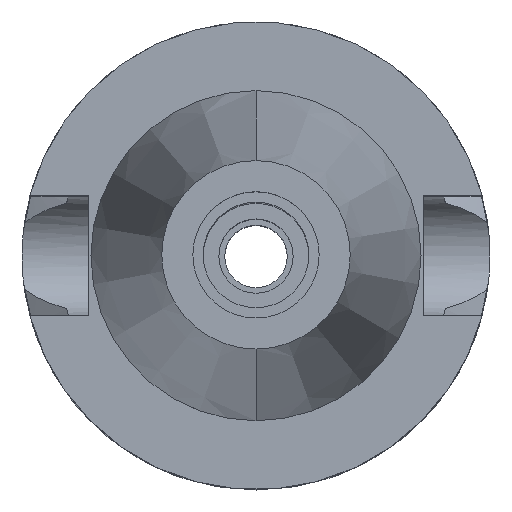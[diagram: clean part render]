
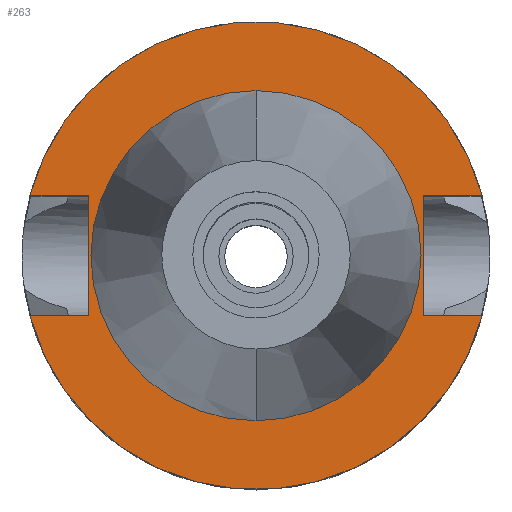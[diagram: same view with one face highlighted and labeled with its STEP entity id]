
A CAD part, top view. The second image highlights one B-rep face of the part: STEP entity #263.
In plain terms, the highlighted planar face has unit normal (0, 0, 1).
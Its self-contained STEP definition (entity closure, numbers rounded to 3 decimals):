
#69 = CARTESIAN_POINT ( 'NONE',  ( 22.5, 8.05, -1. ) ) ;
#111 = EDGE_LOOP ( 'NONE', ( #564, #1980, #1483, #1418, #2930, #164, #872, #876 ) ) ;
#124 = CIRCLE ( 'NONE', #737, 31.5 ) ;
#137 = CARTESIAN_POINT ( 'NONE',  ( 22.5, 8.05, -1. ) ) ;
#164 = ORIENTED_EDGE ( 'NONE', *, *, #2131, .F. ) ;
#166 = LINE ( 'NONE', #2372, #341 ) ;
#179 = EDGE_CURVE ( 'NONE', #2580, #636, #2031, .T. ) ;
#263 = ADVANCED_FACE ( 'NONE', ( #903, #1424 ), #2343, .F. ) ;
#316 = LINE ( 'NONE', #69, #1089 ) ;
#341 = VECTOR ( 'NONE', #1972, 1000. ) ;
#357 = DIRECTION ( 'NONE',  ( 0., 0., -1. ) ) ;
#415 = DIRECTION ( 'NONE',  ( 0., 0., 1. ) ) ;
#437 = CARTESIAN_POINT ( 'NONE',  ( 0., -22.225, -1. ) ) ;
#478 = EDGE_CURVE ( 'NONE', #2805, #740, #3035, .T. ) ;
#564 = ORIENTED_EDGE ( 'NONE', *, *, #1951, .T. ) ;
#636 = VERTEX_POINT ( 'NONE', #1057 ) ;
#705 = AXIS2_PLACEMENT_3D ( 'NONE', #3039, #3075, #2610 ) ;
#737 = AXIS2_PLACEMENT_3D ( 'NONE', #2593, #1669, #1438 ) ;
#740 = VERTEX_POINT ( 'NONE', #1269 ) ;
#758 = EDGE_CURVE ( 'NONE', #2780, #2068, #1090, .T. ) ;
#824 = EDGE_CURVE ( 'NONE', #1696, #2805, #1362, .T. ) ;
#838 = DIRECTION ( 'NONE',  ( 0., 1., 0. ) ) ;
#872 = ORIENTED_EDGE ( 'NONE', *, *, #478, .F. ) ;
#876 = ORIENTED_EDGE ( 'NONE', *, *, #824, .F. ) ;
#903 = FACE_OUTER_BOUND ( 'NONE', #111, .T. ) ;
#945 = VECTOR ( 'NONE', #1733, 1000. ) ;
#946 = CARTESIAN_POINT ( 'NONE',  ( -30.454, -8.05, -1. ) ) ;
#998 = EDGE_LOOP ( 'NONE', ( #2651, #1639 ) ) ;
#1042 = CARTESIAN_POINT ( 'NONE',  ( 22.5, 8.05, -1. ) ) ;
#1049 = EDGE_CURVE ( 'NONE', #2601, #1124, #124, .T. ) ;
#1057 = CARTESIAN_POINT ( 'NONE',  ( 30.454, 8.05, -1. ) ) ;
#1081 = CARTESIAN_POINT ( 'NONE',  ( -22.5, 8.05, -1. ) ) ;
#1089 = VECTOR ( 'NONE', #2675, 1000. ) ;
#1090 = CIRCLE ( 'NONE', #2659, 22.225 ) ;
#1124 = VERTEX_POINT ( 'NONE', #946 ) ;
#1202 = CIRCLE ( 'NONE', #1606, 22.225 ) ;
#1269 = CARTESIAN_POINT ( 'NONE',  ( -30.454, 8.05, -1. ) ) ;
#1305 = CARTESIAN_POINT ( 'NONE',  ( -22.5, -8.05, -1. ) ) ;
#1306 = EDGE_CURVE ( 'NONE', #2580, #2788, #316, .T. ) ;
#1362 = LINE ( 'NONE', #2310, #3017 ) ;
#1415 = DIRECTION ( 'NONE',  ( 0., 1., 0. ) ) ;
#1418 = ORIENTED_EDGE ( 'NONE', *, *, #1306, .F. ) ;
#1424 = FACE_BOUND ( 'NONE', #998, .T. ) ;
#1438 = DIRECTION ( 'NONE',  ( 0., -1., 0. ) ) ;
#1483 = ORIENTED_EDGE ( 'NONE', *, *, #1643, .F. ) ;
#1502 = CIRCLE ( 'NONE', #1962, 31.5 ) ;
#1578 = CARTESIAN_POINT ( 'NONE',  ( 30.454, -8.05, -1. ) ) ;
#1606 = AXIS2_PLACEMENT_3D ( 'NONE', #2859, #415, #1415 ) ;
#1639 = ORIENTED_EDGE ( 'NONE', *, *, #758, .F. ) ;
#1643 = EDGE_CURVE ( 'NONE', #2788, #2601, #166, .T. ) ;
#1669 = DIRECTION ( 'NONE',  ( 0., 0., -1. ) ) ;
#1696 = VERTEX_POINT ( 'NONE', #1305 ) ;
#1733 = DIRECTION ( 'NONE',  ( -1., 0., 0. ) ) ;
#1873 = VECTOR ( 'NONE', #3020, 1000. ) ;
#1951 = EDGE_CURVE ( 'NONE', #1696, #1124, #2458, .T. ) ;
#1962 = AXIS2_PLACEMENT_3D ( 'NONE', #2984, #357, #2270 ) ;
#1972 = DIRECTION ( 'NONE',  ( 1., 0., 0. ) ) ;
#1980 = ORIENTED_EDGE ( 'NONE', *, *, #1049, .F. ) ;
#2014 = DIRECTION ( 'NONE',  ( 1., 0., 0. ) ) ;
#2031 = LINE ( 'NONE', #1042, #2623 ) ;
#2068 = VERTEX_POINT ( 'NONE', #2515 ) ;
#2131 = EDGE_CURVE ( 'NONE', #740, #636, #1502, .T. ) ;
#2270 = DIRECTION ( 'NONE',  ( 0., 1., 0. ) ) ;
#2310 = CARTESIAN_POINT ( 'NONE',  ( -22.5, -8.05, -1. ) ) ;
#2331 = EDGE_CURVE ( 'NONE', #2068, #2780, #1202, .T. ) ;
#2343 = PLANE ( 'NONE',  #705 ) ;
#2372 = CARTESIAN_POINT ( 'NONE',  ( 22.5, -8.05, -1. ) ) ;
#2429 = CARTESIAN_POINT ( 'NONE',  ( -22.5, -8.05, -1. ) ) ;
#2458 = LINE ( 'NONE', #2429, #945 ) ;
#2509 = DIRECTION ( 'NONE',  ( 0., -1., 0. ) ) ;
#2515 = CARTESIAN_POINT ( 'NONE',  ( 0., 22.225, -1. ) ) ;
#2521 = DIRECTION ( 'NONE',  ( 0., 0., 1. ) ) ;
#2555 = CARTESIAN_POINT ( 'NONE',  ( 0., 0., -1. ) ) ;
#2580 = VERTEX_POINT ( 'NONE', #137 ) ;
#2593 = CARTESIAN_POINT ( 'NONE',  ( 0., 0., -1. ) ) ;
#2601 = VERTEX_POINT ( 'NONE', #1578 ) ;
#2610 = DIRECTION ( 'NONE',  ( 0., -1., 0. ) ) ;
#2623 = VECTOR ( 'NONE', #2014, 1000. ) ;
#2651 = ORIENTED_EDGE ( 'NONE', *, *, #2331, .F. ) ;
#2659 = AXIS2_PLACEMENT_3D ( 'NONE', #2555, #2521, #2509 ) ;
#2675 = DIRECTION ( 'NONE',  ( 0., -1., 0. ) ) ;
#2780 = VERTEX_POINT ( 'NONE', #437 ) ;
#2788 = VERTEX_POINT ( 'NONE', #2849 ) ;
#2805 = VERTEX_POINT ( 'NONE', #3101 ) ;
#2849 = CARTESIAN_POINT ( 'NONE',  ( 22.5, -8.05, -1. ) ) ;
#2859 = CARTESIAN_POINT ( 'NONE',  ( 0., 0., -1. ) ) ;
#2930 = ORIENTED_EDGE ( 'NONE', *, *, #179, .T. ) ;
#2984 = CARTESIAN_POINT ( 'NONE',  ( 0., 0., -1. ) ) ;
#3017 = VECTOR ( 'NONE', #838, 1000. ) ;
#3020 = DIRECTION ( 'NONE',  ( -1., 0., 0. ) ) ;
#3035 = LINE ( 'NONE', #1081, #1873 ) ;
#3039 = CARTESIAN_POINT ( 'NONE',  ( 0., 0., -1. ) ) ;
#3075 = DIRECTION ( 'NONE',  ( 0., 0., -1. ) ) ;
#3101 = CARTESIAN_POINT ( 'NONE',  ( -22.5, 8.05, -1. ) ) ;
